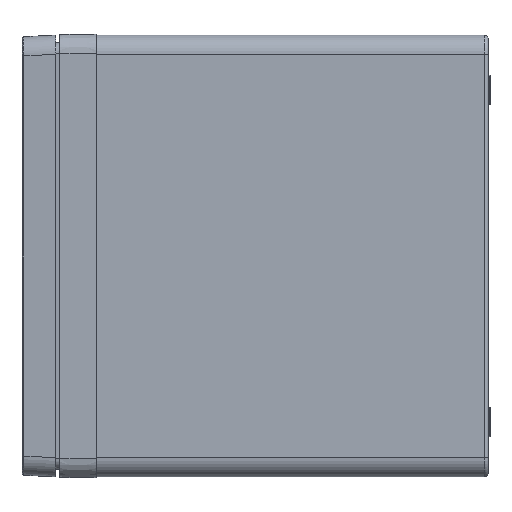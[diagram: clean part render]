
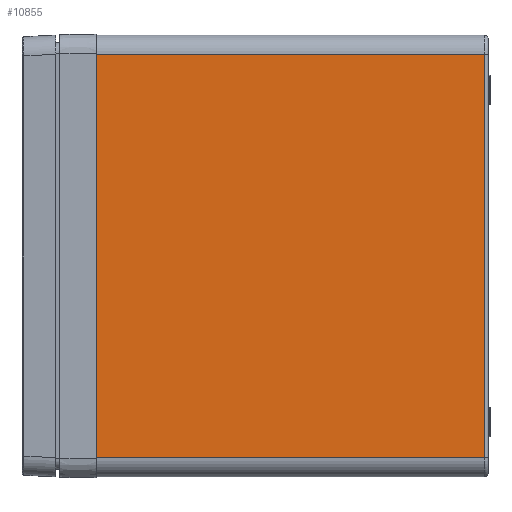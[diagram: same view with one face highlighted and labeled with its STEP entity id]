
A CAD part, left-side view. The second image highlights one B-rep face of the part: STEP entity #10855.
In plain terms, the highlighted planar face has unit normal (-1, 0, 0).
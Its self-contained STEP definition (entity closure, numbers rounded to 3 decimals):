
#282 = EDGE_CURVE ( 'NONE', #32255, #10985, #23083, .T. ) ;
#778 = ORIENTED_EDGE ( 'NONE', *, *, #1632, .T. ) ;
#1099 = DIRECTION ( 'NONE',  ( 0., 0., 1. ) ) ;
#1626 = EDGE_CURVE ( 'NONE', #32255, #24540, #19525, .T. ) ;
#1632 = EDGE_CURVE ( 'NONE', #24540, #33826, #19832, .T. ) ;
#1669 = EDGE_CURVE ( 'NONE', #33826, #10985, #19491, .T. ) ;
#3250 = FACE_OUTER_BOUND ( 'NONE', #20590, .T. ) ;
#4918 = CARTESIAN_POINT ( 'NONE',  ( -200., -202., 105. ) ) ;
#10855 = ADVANCED_FACE ( 'NONE', ( #3250 ), #25635, .T. ) ;
#10985 = VERTEX_POINT ( 'NONE', #21259 ) ;
#11164 = CARTESIAN_POINT ( 'NONE',  ( -200., -202., -105. ) ) ;
#13752 = CARTESIAN_POINT ( 'NONE',  ( -200., 0., -105. ) ) ;
#13914 = AXIS2_PLACEMENT_3D ( 'NONE', #25789, #25590, #25558 ) ;
#17180 = CARTESIAN_POINT ( 'NONE',  ( -200., 0., -115. ) ) ;
#19128 = ORIENTED_EDGE ( 'NONE', *, *, #1669, .T. ) ;
#19303 = VECTOR ( 'NONE', #19706, 1000. ) ;
#19318 = VECTOR ( 'NONE', #19754, 1000. ) ;
#19349 = VECTOR ( 'NONE', #21366, 1000. ) ;
#19491 = LINE ( 'NONE', #19658, #19318 ) ;
#19525 = LINE ( 'NONE', #19826, #19349 ) ;
#19658 = CARTESIAN_POINT ( 'NONE',  ( -200., -204., 105. ) ) ;
#19706 = DIRECTION ( 'NONE',  ( 0., 0., 1. ) ) ;
#19754 = DIRECTION ( 'NONE',  ( 0., 1., 0. ) ) ;
#19764 = ORIENTED_EDGE ( 'NONE', *, *, #282, .F. ) ;
#19788 = CARTESIAN_POINT ( 'NONE',  ( -200., -202., 105. ) ) ;
#19826 = CARTESIAN_POINT ( 'NONE',  ( -200., -204., -105. ) ) ;
#19832 = LINE ( 'NONE', #19788, #19303 ) ;
#20590 = EDGE_LOOP ( 'NONE', ( #25159, #778, #19128, #19764 ) ) ;
#21259 = CARTESIAN_POINT ( 'NONE',  ( -200., 0., 105. ) ) ;
#21366 = DIRECTION ( 'NONE',  ( 0., -1., 0. ) ) ;
#23011 = VECTOR ( 'NONE', #1099, 1000. ) ;
#23083 = LINE ( 'NONE', #17180, #23011 ) ;
#24540 = VERTEX_POINT ( 'NONE', #11164 ) ;
#25159 = ORIENTED_EDGE ( 'NONE', *, *, #1626, .T. ) ;
#25558 = DIRECTION ( 'NONE',  ( 0., 0., 1. ) ) ;
#25590 = DIRECTION ( 'NONE',  ( -1., 0., 0. ) ) ;
#25635 = PLANE ( 'NONE',  #13914 ) ;
#25789 = CARTESIAN_POINT ( 'NONE',  ( -200., -204., -115. ) ) ;
#32255 = VERTEX_POINT ( 'NONE', #13752 ) ;
#33826 = VERTEX_POINT ( 'NONE', #4918 ) ;
